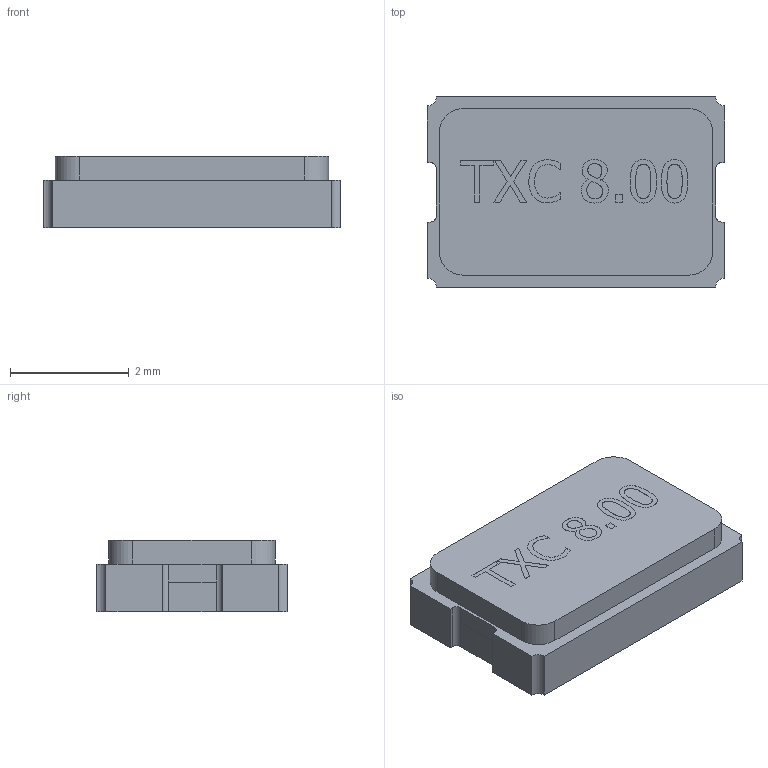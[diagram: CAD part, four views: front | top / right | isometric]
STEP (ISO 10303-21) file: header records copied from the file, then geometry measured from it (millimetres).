
FILE_DESCRIPTION(('FreeCAD Model'),'2;1');
FILE_NAME('crystal 8MHz.step', '2018-05-04T11:07:57',('kicad StepUp'),('ksu MCAD'), 'Open CASCADE STEP processor 6.8','FreeCAD','Unknown');
FILE_SCHEMA(('AUTOMOTIVE_DESIGN_CC2 { 1 2 10303 214 -1 1 5 4 }'));
Length unit declared in the file: millimetre
Products named in the file (1): crystal_8MHz
Bounding box: 5 x 3.2 x 1.2 mm (x, y, z)
Volume: 17.6 mm3; surface area: 50.2 mm2
Topology: 1 solids, 1 shells, 139 faces, 371 edges, 246 vertices
Faces by surface type: plane 68, bspline 59, cylinder 12
Entity records: 5598 total; most frequent: CARTESIAN_POINT 1524, ORIENTED_EDGE 742, DIRECTION 439, EDGE_CURVE 371, VERTEX_POINT 246, LINE 229, VECTOR 229, FACE_BOUND 151
